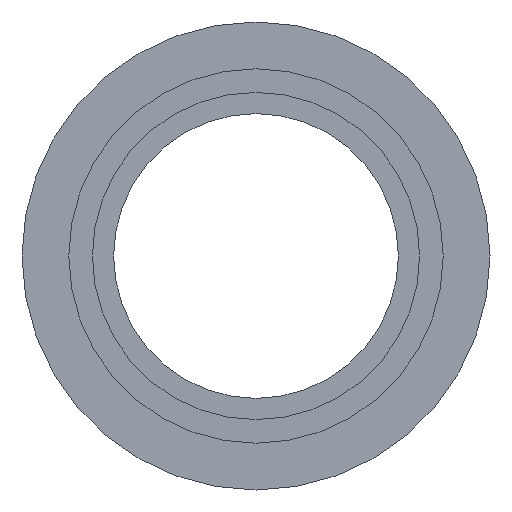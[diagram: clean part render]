
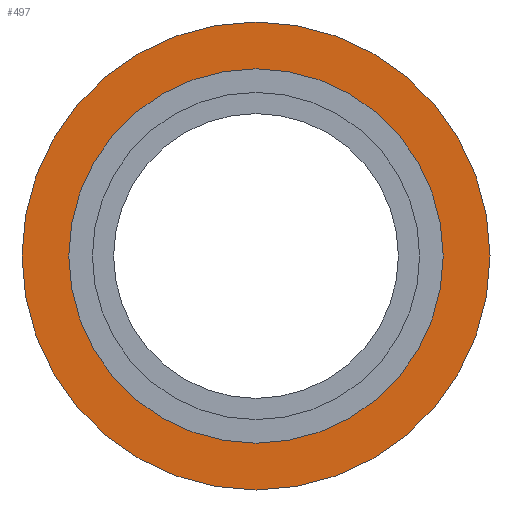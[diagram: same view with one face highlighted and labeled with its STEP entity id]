
A CAD part, front view. The second image highlights one B-rep face of the part: STEP entity #497.
In plain terms, the highlighted planar face has unit normal (0, -1, 0).
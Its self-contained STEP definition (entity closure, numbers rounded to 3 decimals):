
#8 = CIRCLE ( 'NONE', #163, 15.875 ) ;
#26 = CIRCLE ( 'NONE', #228, 12.55 ) ;
#58 = AXIS2_PLACEMENT_3D ( 'NONE', #334, #337, #95 ) ;
#67 = EDGE_LOOP ( 'NONE', ( #97, #148 ) ) ;
#71 = DIRECTION ( 'NONE',  ( 0., 0., 1. ) ) ;
#85 = DIRECTION ( 'NONE',  ( 0., 0., 1. ) ) ;
#91 = EDGE_CURVE ( 'NONE', #624, #589, #26, .T. ) ;
#93 = ORIENTED_EDGE ( 'NONE', *, *, #91, .T. ) ;
#95 = DIRECTION ( 'NONE',  ( 0., 0., 1. ) ) ;
#97 = ORIENTED_EDGE ( 'NONE', *, *, #180, .F. ) ;
#121 = CARTESIAN_POINT ( 'NONE',  ( 0., 5., 0. ) ) ;
#131 = PLANE ( 'NONE',  #58 ) ;
#148 = ORIENTED_EDGE ( 'NONE', *, *, #405, .F. ) ;
#163 = AXIS2_PLACEMENT_3D ( 'NONE', #283, #224, #252 ) ;
#180 = EDGE_CURVE ( 'NONE', #582, #595, #8, .T. ) ;
#224 = DIRECTION ( 'NONE',  ( 0., 1., 0. ) ) ;
#228 = AXIS2_PLACEMENT_3D ( 'NONE', #407, #530, #236 ) ;
#236 = DIRECTION ( 'NONE',  ( 0., 0., 1. ) ) ;
#252 = DIRECTION ( 'NONE',  ( 0., 0., 1. ) ) ;
#259 = CARTESIAN_POINT ( 'NONE',  ( 0., 5., -12.55 ) ) ;
#283 = CARTESIAN_POINT ( 'NONE',  ( 0., 5., 0. ) ) ;
#292 = AXIS2_PLACEMENT_3D ( 'NONE', #121, #406, #71 ) ;
#305 = EDGE_LOOP ( 'NONE', ( #612, #93 ) ) ;
#309 = FACE_OUTER_BOUND ( 'NONE', #67, .T. ) ;
#334 = CARTESIAN_POINT ( 'NONE',  ( 15.875, 5., 0. ) ) ;
#337 = DIRECTION ( 'NONE',  ( 0., 1., 0. ) ) ;
#355 = CARTESIAN_POINT ( 'NONE',  ( 0., 5., 15.875 ) ) ;
#380 = FACE_BOUND ( 'NONE', #305, .T. ) ;
#391 = CIRCLE ( 'NONE', #292, 12.55 ) ;
#405 = EDGE_CURVE ( 'NONE', #595, #582, #490, .T. ) ;
#406 = DIRECTION ( 'NONE',  ( 0., 1., 0. ) ) ;
#407 = CARTESIAN_POINT ( 'NONE',  ( 0., 5., 0. ) ) ;
#435 = DIRECTION ( 'NONE',  ( 0., 1., 0. ) ) ;
#470 = CARTESIAN_POINT ( 'NONE',  ( 0., 5., -15.875 ) ) ;
#473 = CARTESIAN_POINT ( 'NONE',  ( 0., 5., 12.55 ) ) ;
#490 = CIRCLE ( 'NONE', #551, 15.875 ) ;
#497 = ADVANCED_FACE ( 'NONE', ( #309, #380 ), #131, .F. ) ;
#530 = DIRECTION ( 'NONE',  ( 0., 1., 0. ) ) ;
#551 = AXIS2_PLACEMENT_3D ( 'NONE', #580, #435, #85 ) ;
#580 = CARTESIAN_POINT ( 'NONE',  ( 0., 5., 0. ) ) ;
#582 = VERTEX_POINT ( 'NONE', #355 ) ;
#589 = VERTEX_POINT ( 'NONE', #473 ) ;
#595 = VERTEX_POINT ( 'NONE', #470 ) ;
#611 = EDGE_CURVE ( 'NONE', #589, #624, #391, .T. ) ;
#612 = ORIENTED_EDGE ( 'NONE', *, *, #611, .T. ) ;
#624 = VERTEX_POINT ( 'NONE', #259 ) ;
